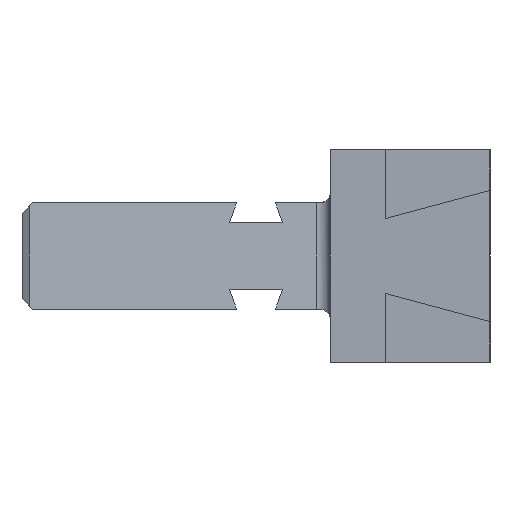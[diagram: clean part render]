
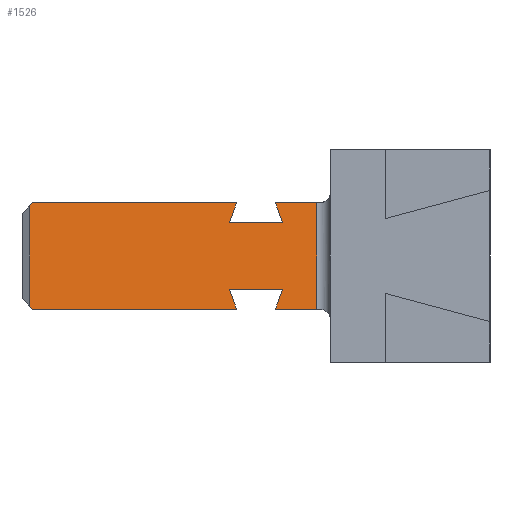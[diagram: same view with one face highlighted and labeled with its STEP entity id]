
A CAD part, left-side view. The second image highlights one B-rep face of the part: STEP entity #1526.
In plain terms, the highlighted planar face has unit normal (-0.966, -0.259, 0).
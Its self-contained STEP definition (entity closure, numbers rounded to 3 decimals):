
#10 = EDGE_LOOP ( 'NONE', ( #1064, #1232, #1699, #244, #2401, #699, #1578, #1099, #456, #1720, #903, #1098, #2122, #506 ) ) ;
#11 = LINE ( 'NONE', #2319, #1532 ) ;
#63 = VERTEX_POINT ( 'NONE', #991 ) ;
#79 = VERTEX_POINT ( 'NONE', #1785 ) ;
#105 = CARTESIAN_POINT ( 'NONE',  ( -0.337, 1.259, 5. ) ) ;
#125 = VECTOR ( 'NONE', #934, 1000. ) ;
#131 = EDGE_CURVE ( 'NONE', #908, #924, #1863, .T. ) ;
#159 = LINE ( 'NONE', #969, #219 ) ;
#205 = DIRECTION ( 'NONE',  ( -0.186, 0.695, -0.695 ) ) ;
#219 = VECTOR ( 'NONE', #2546, 1000. ) ;
#229 = LINE ( 'NONE', #386, #430 ) ;
#244 = ORIENTED_EDGE ( 'NONE', *, *, #652, .T. ) ;
#246 = CARTESIAN_POINT ( 'NONE',  ( -2.359, 8.805, 5. ) ) ;
#251 = VERTEX_POINT ( 'NONE', #491 ) ;
#263 = FACE_OUTER_BOUND ( 'NONE', #10, .T. ) ;
#301 = LINE ( 'NONE', #527, #1902 ) ;
#321 = CARTESIAN_POINT ( 'NONE',  ( 0., 0., -5. ) ) ;
#345 = VECTOR ( 'NONE', #1602, 1000. ) ;
#383 = CARTESIAN_POINT ( 'NONE',  ( -0.36, 1.343, -5.524 ) ) ;
#386 = CARTESIAN_POINT ( 'NONE',  ( -2.066, 7.71, -8.008 ) ) ;
#430 = VECTOR ( 'NONE', #609, 1000. ) ;
#456 = ORIENTED_EDGE ( 'NONE', *, *, #927, .T. ) ;
#466 = VERTEX_POINT ( 'NONE', #1950 ) ;
#491 = CARTESIAN_POINT ( 'NONE',  ( -7.575, 28.271, -4.707 ) ) ;
#506 = ORIENTED_EDGE ( 'NONE', *, *, #2246, .F. ) ;
#527 = CARTESIAN_POINT ( 'NONE',  ( 0., 0., -5. ) ) ;
#559 = EDGE_CURVE ( 'NONE', #1975, #1153, #2242, .T. ) ;
#609 = DIRECTION ( 'NONE',  ( 0.091, -0.341, -0.936 ) ) ;
#641 = CARTESIAN_POINT ( 'NONE',  ( -1.386, 5.173, -5. ) ) ;
#644 = CARTESIAN_POINT ( 'NONE',  ( -2.92, 10.897, -0.749 ) ) ;
#652 = EDGE_CURVE ( 'NONE', #2284, #1216, #301, .T. ) ;
#687 = LINE ( 'NONE', #1906, #2257 ) ;
#699 = ORIENTED_EDGE ( 'NONE', *, *, #726, .F. ) ;
#726 = EDGE_CURVE ( 'NONE', #2042, #63, #11, .T. ) ;
#736 = VECTOR ( 'NONE', #1732, 1000. ) ;
#741 = EDGE_CURVE ( 'NONE', #908, #2042, #159, .T. ) ;
#835 = CARTESIAN_POINT ( 'NONE',  ( -2.359, 8.805, -5. ) ) ;
#844 = DIRECTION ( 'NONE',  ( -0.966, -0.259, 0. ) ) ;
#875 = CARTESIAN_POINT ( 'NONE',  ( -0.337, 1.259, -5. ) ) ;
#880 = CARTESIAN_POINT ( 'NONE',  ( 0., 0., -5. ) ) ;
#886 = DIRECTION ( 'NONE',  ( 0.259, -0.966, 0. ) ) ;
#903 = ORIENTED_EDGE ( 'NONE', *, *, #2481, .F. ) ;
#908 = VERTEX_POINT ( 'NONE', #641 ) ;
#924 = VERTEX_POINT ( 'NONE', #875 ) ;
#927 = EDGE_CURVE ( 'NONE', #924, #2409, #1335, .T. ) ;
#934 = DIRECTION ( 'NONE',  ( 0.259, -0.966, 0. ) ) ;
#939 = VERTEX_POINT ( 'NONE', #2444 ) ;
#948 = LINE ( 'NONE', #383, #736 ) ;
#969 = CARTESIAN_POINT ( 'NONE',  ( -1.214, 4.53, -3.233 ) ) ;
#980 = VECTOR ( 'NONE', #2385, 1000. ) ;
#991 = CARTESIAN_POINT ( 'NONE',  ( -2.543, 9.489, -3.121 ) ) ;
#1042 = VECTOR ( 'NONE', #886, 1000. ) ;
#1057 = EDGE_CURVE ( 'NONE', #1800, #939, #2502, .T. ) ;
#1064 = ORIENTED_EDGE ( 'NONE', *, *, #1057, .T. ) ;
#1094 = EDGE_CURVE ( 'NONE', #63, #1216, #229, .T. ) ;
#1098 = ORIENTED_EDGE ( 'NONE', *, *, #1997, .F. ) ;
#1099 = ORIENTED_EDGE ( 'NONE', *, *, #131, .T. ) ;
#1153 = VERTEX_POINT ( 'NONE', #2378 ) ;
#1164 = DIRECTION ( 'NONE',  ( -0.259, 0.966, 0. ) ) ;
#1216 = VERTEX_POINT ( 'NONE', #835 ) ;
#1232 = ORIENTED_EDGE ( 'NONE', *, *, #1682, .T. ) ;
#1335 = LINE ( 'NONE', #105, #2277 ) ;
#1408 = DIRECTION ( 'NONE',  ( 0.259, -0.966, 0. ) ) ;
#1526 = ADVANCED_FACE ( 'NONE', ( #263 ), #1832, .T. ) ;
#1532 = VECTOR ( 'NONE', #1164, 1000. ) ;
#1578 = ORIENTED_EDGE ( 'NONE', *, *, #741, .F. ) ;
#1602 = DIRECTION ( 'NONE',  ( -0.091, 0.341, -0.936 ) ) ;
#1606 = CARTESIAN_POINT ( 'NONE',  ( -4.912, 18.331, 14.647 ) ) ;
#1636 = CARTESIAN_POINT ( 'NONE',  ( -1.203, 4.489, -3.121 ) ) ;
#1663 = DIRECTION ( 'NONE',  ( 0., 0., 1. ) ) ;
#1682 = EDGE_CURVE ( 'NONE', #939, #251, #2063, .T. ) ;
#1699 = ORIENTED_EDGE ( 'NONE', *, *, #2328, .T. ) ;
#1720 = ORIENTED_EDGE ( 'NONE', *, *, #2105, .F. ) ;
#1728 = LINE ( 'NONE', #2286, #1929 ) ;
#1732 = DIRECTION ( 'NONE',  ( -0.091, 0.341, 0.936 ) ) ;
#1785 = CARTESIAN_POINT ( 'NONE',  ( -1.386, 5.173, 5. ) ) ;
#1800 = VERTEX_POINT ( 'NONE', #1984 ) ;
#1832 = PLANE ( 'NONE',  #2156 ) ;
#1863 = LINE ( 'NONE', #321, #1042 ) ;
#1871 = CARTESIAN_POINT ( 'NONE',  ( 0., 0., 5. ) ) ;
#1902 = VECTOR ( 'NONE', #2270, 1000. ) ;
#1906 = CARTESIAN_POINT ( 'NONE',  ( 0., 0., 5. ) ) ;
#1911 = DIRECTION ( 'NONE',  ( 0., 0., -1. ) ) ;
#1929 = VECTOR ( 'NONE', #2089, 1000. ) ;
#1939 = CARTESIAN_POINT ( 'NONE',  ( -0.337, 1.259, 5. ) ) ;
#1950 = CARTESIAN_POINT ( 'NONE',  ( -1.203, 4.489, 3.121 ) ) ;
#1975 = VERTEX_POINT ( 'NONE', #246 ) ;
#1984 = CARTESIAN_POINT ( 'NONE',  ( -7.497, 27.978, 5. ) ) ;
#1997 = EDGE_CURVE ( 'NONE', #1153, #466, #2396, .T. ) ;
#2042 = VERTEX_POINT ( 'NONE', #1636 ) ;
#2063 = LINE ( 'NONE', #2087, #2176 ) ;
#2087 = CARTESIAN_POINT ( 'NONE',  ( -7.575, 28.271, -5. ) ) ;
#2089 = DIRECTION ( 'NONE',  ( 0.186, -0.695, -0.695 ) ) ;
#2105 = EDGE_CURVE ( 'NONE', #79, #2409, #687, .T. ) ;
#2122 = ORIENTED_EDGE ( 'NONE', *, *, #559, .F. ) ;
#2127 = CARTESIAN_POINT ( 'NONE',  ( -7.497, 27.978, -5. ) ) ;
#2156 = AXIS2_PLACEMENT_3D ( 'NONE', #880, #844, #1408 ) ;
#2176 = VECTOR ( 'NONE', #1911, 1000. ) ;
#2242 = LINE ( 'NONE', #644, #345 ) ;
#2246 = EDGE_CURVE ( 'NONE', #1800, #1975, #2321, .T. ) ;
#2257 = VECTOR ( 'NONE', #2483, 1000. ) ;
#2270 = DIRECTION ( 'NONE',  ( 0.259, -0.966, 0. ) ) ;
#2277 = VECTOR ( 'NONE', #1663, 1000. ) ;
#2284 = VERTEX_POINT ( 'NONE', #2127 ) ;
#2286 = CARTESIAN_POINT ( 'NONE',  ( -3.618, 13.504, -19.474 ) ) ;
#2319 = CARTESIAN_POINT ( 'NONE',  ( 0., 0., -3.121 ) ) ;
#2321 = LINE ( 'NONE', #1871, #125 ) ;
#2328 = EDGE_CURVE ( 'NONE', #251, #2284, #1728, .T. ) ;
#2357 = VECTOR ( 'NONE', #205, 1000. ) ;
#2378 = CARTESIAN_POINT ( 'NONE',  ( -2.543, 9.489, 3.121 ) ) ;
#2385 = DIRECTION ( 'NONE',  ( 0.259, -0.966, 0. ) ) ;
#2396 = LINE ( 'NONE', #2407, #980 ) ;
#2401 = ORIENTED_EDGE ( 'NONE', *, *, #1094, .F. ) ;
#2407 = CARTESIAN_POINT ( 'NONE',  ( 0., 0., 3.121 ) ) ;
#2409 = VERTEX_POINT ( 'NONE', #1939 ) ;
#2444 = CARTESIAN_POINT ( 'NONE',  ( -7.575, 28.271, 4.707 ) ) ;
#2481 = EDGE_CURVE ( 'NONE', #466, #79, #948, .T. ) ;
#2483 = DIRECTION ( 'NONE',  ( 0.259, -0.966, 0. ) ) ;
#2502 = LINE ( 'NONE', #1606, #2357 ) ;
#2546 = DIRECTION ( 'NONE',  ( 0.091, -0.341, 0.936 ) ) ;
